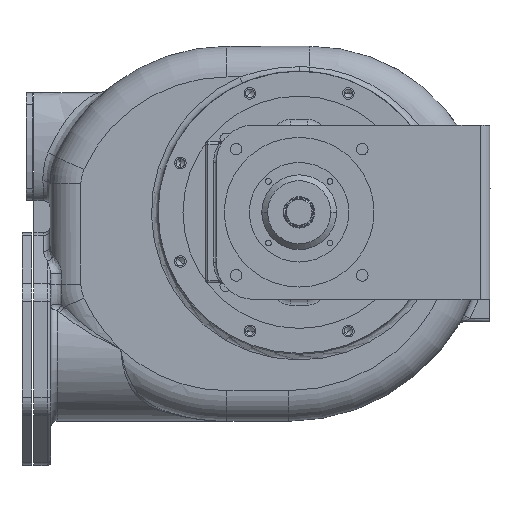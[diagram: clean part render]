
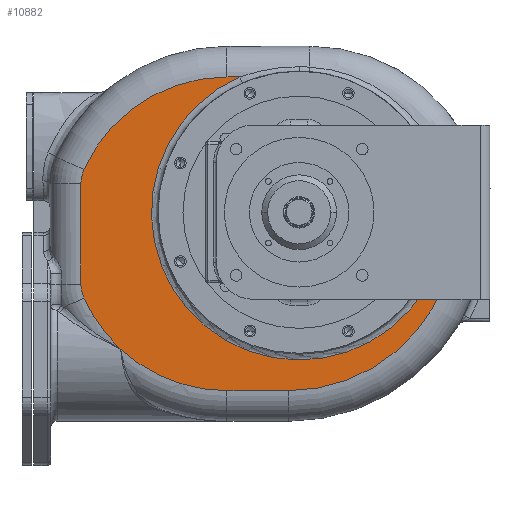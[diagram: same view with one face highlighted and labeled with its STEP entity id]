
A CAD part, left-side view. The second image highlights one B-rep face of the part: STEP entity #10882.
In plain terms, the highlighted planar face has unit normal (-1, 0, 0).
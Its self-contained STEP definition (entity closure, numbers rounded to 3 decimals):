
#2015=CARTESIAN_POINT('',(-87.,317.,-26.));
#2016=DIRECTION('',(-1.,0.,0.));
#2017=DIRECTION('',(0.,0.912,-0.41));
#2018=AXIS2_PLACEMENT_3D('',#2015,#2016,#2017);
#2020=CARTESIAN_POINT('',(-87.,451.846,-86.622));
#2021=DIRECTION('',(-1.,0.,0.));
#2022=DIRECTION('',(0.,1.,0.));
#2023=AXIS2_PLACEMENT_3D('',#2020,#2021,#2022);
#2025=DIRECTION('',(0.,0.,-1.));
#2026=VECTOR('',#2025,121.244);
#2027=CARTESIAN_POINT('',(-87.,493.,34.622));
#2028=LINE('',#2027,#2026);
#2029=CARTESIAN_POINT('',(-87.,451.846,34.622));
#2030=DIRECTION('',(-1.,0.,0.));
#2031=DIRECTION('',(0.,0.912,0.41));
#2032=AXIS2_PLACEMENT_3D('',#2029,#2030,#2031);
#2034=CARTESIAN_POINT('',(-87.,317.,-26.));
#2035=DIRECTION('',(-1.,0.,0.));
#2036=DIRECTION('',(0.,0.,1.));
#2037=AXIS2_PLACEMENT_3D('',#2034,#2035,#2036);
#2039=DIRECTION('',(0.,1.,0.));
#2040=VECTOR('',#2039,15.481);
#2041=CARTESIAN_POINT('',(-87.,301.519,163.));
#2042=LINE('',#2041,#2040);
#2043=CARTESIAN_POINT('',(-87.,217.,-13.));
#2044=DIRECTION('',(-1.,0.,0.));
#2045=DIRECTION('',(0.,-1.,0.));
#2046=AXIS2_PLACEMENT_3D('',#2043,#2044,#2045);
#2048=CARTESIAN_POINT('',(-87.,243.,-13.));
#2049=DIRECTION('',(-1.,0.,0.));
#2050=DIRECTION('',(0.,0.,-1.));
#2051=AXIS2_PLACEMENT_3D('',#2048,#2049,#2050);
#2053=DIRECTION('',(0.,-1.,0.));
#2054=VECTOR('',#2053,74.);
#2055=CARTESIAN_POINT('',(-87.,317.,-215.));
#2056=LINE('',#2055,#2054);
#2057=CARTESIAN_POINT('',(-87.,317.,-26.));
#2058=DIRECTION('',(-1.,0.,0.));
#2059=DIRECTION('',(0.,0.678,-0.735));
#2060=AXIS2_PLACEMENT_3D('',#2057,#2058,#2059);
#3464=CARTESIAN_POINT('',(-87.,445.062,
-165.));
#3476=CARTESIAN_POINT('',(-87.,85.637,104.132));
#3541=CARTESIAN_POINT('',(-87.,230.,0.));
#3542=DIRECTION('',(1.,0.,0.));
#3543=DIRECTION('',(0.,-0.811,0.585));
#3544=AXIS2_PLACEMENT_3D('',#3541,#3542,#3543);
#3626=CARTESIAN_POINT('',(-87.,301.519,163.));
#7783=CARTESIAN_POINT('',(-87.,489.381,51.496));
#7784=CARTESIAN_POINT('',(-87.,493.,34.622));
#7785=VERTEX_POINT('',#7783);
#7786=VERTEX_POINT('',#7784);
#7791=CARTESIAN_POINT('',(-87.,493.,-86.622));
#7792=VERTEX_POINT('',#7791);
#7793=CARTESIAN_POINT('',(-87.,489.381,-103.496));
#7794=VERTEX_POINT('',#7793);
#7795=CARTESIAN_POINT('',(-87.,317.,-215.));
#7796=CARTESIAN_POINT('',(-87.,243.,-215.));
#7797=VERTEX_POINT('',#7795);
#7798=VERTEX_POINT('',#7796);
#7801=CARTESIAN_POINT('',(-87.,41.,-13.));
#7802=VERTEX_POINT('',#7801);
#7805=CARTESIAN_POINT('',(-87.,317.,163.));
#7806=VERTEX_POINT('',#7805);
#7828=VERTEX_POINT('',#3464);
#7934=VERTEX_POINT('',#3476);
#7939=VERTEX_POINT('',#3626);
#10855=CARTESIAN_POINT('',(-87.,230.,0.));
#10856=DIRECTION('',(1.,0.,0.));
#10857=DIRECTION('',(0.,0.,1.));
#10858=AXIS2_PLACEMENT_3D('',#10855,#10856,#10857);
#10859=PLANE('',#10858);
#10861=ORIENTED_EDGE('',*,*,#10860,.F.);
#10863=ORIENTED_EDGE('',*,*,#10862,.F.);
#10864=ORIENTED_EDGE('',*,*,#10829,.F.);
#10865=ORIENTED_EDGE('',*,*,#10845,.F.);
#10867=ORIENTED_EDGE('',*,*,#10866,.F.);
#10869=ORIENTED_EDGE('',*,*,#10868,.F.);
#10871=ORIENTED_EDGE('',*,*,#10870,.F.);
#10873=ORIENTED_EDGE('',*,*,#10872,.F.);
#10875=ORIENTED_EDGE('',*,*,#10874,.F.);
#10877=ORIENTED_EDGE('',*,*,#10876,.F.);
#10879=ORIENTED_EDGE('',*,*,#10878,.F.);
#10880=EDGE_LOOP('',(#10861,#10863,#10864,#10865,#10867,#10869,#10871,#10873,
#10875,#10877,#10879));
#10881=FACE_OUTER_BOUND('',#10880,.F.);
#10882=ADVANCED_FACE('',(#10881),#10859,.F.);
#2019=CIRCLE('',#2018,189.);
#2024=CIRCLE('',#2023,41.154);
#2033=CIRCLE('',#2032,41.154);
#2038=CIRCLE('',#2037,189.);
#2047=CIRCLE('',#2046,176.);
#2052=CIRCLE('',#2051,202.);
#2061=CIRCLE('',#2060,189.);
#3545=CIRCLE('',#3544,178.);
#10829=EDGE_CURVE('',#7786,#7792,#2028,.T.);
#10845=EDGE_CURVE('',#7785,#7786,#2033,.T.);
#10860=EDGE_CURVE('',#7794,#7828,#2019,.T.);
#10862=EDGE_CURVE('',#7792,#7794,#2024,.T.);
#10866=EDGE_CURVE('',#7806,#7785,#2038,.T.);
#10868=EDGE_CURVE('',#7939,#7806,#2042,.T.);
#10870=EDGE_CURVE('',#7934,#7939,#3545,.T.);
#10872=EDGE_CURVE('',#7802,#7934,#2047,.T.);
#10874=EDGE_CURVE('',#7798,#7802,#2052,.T.);
#10876=EDGE_CURVE('',#7797,#7798,#2056,.T.);
#10878=EDGE_CURVE('',#7828,#7797,#2061,.T.);
